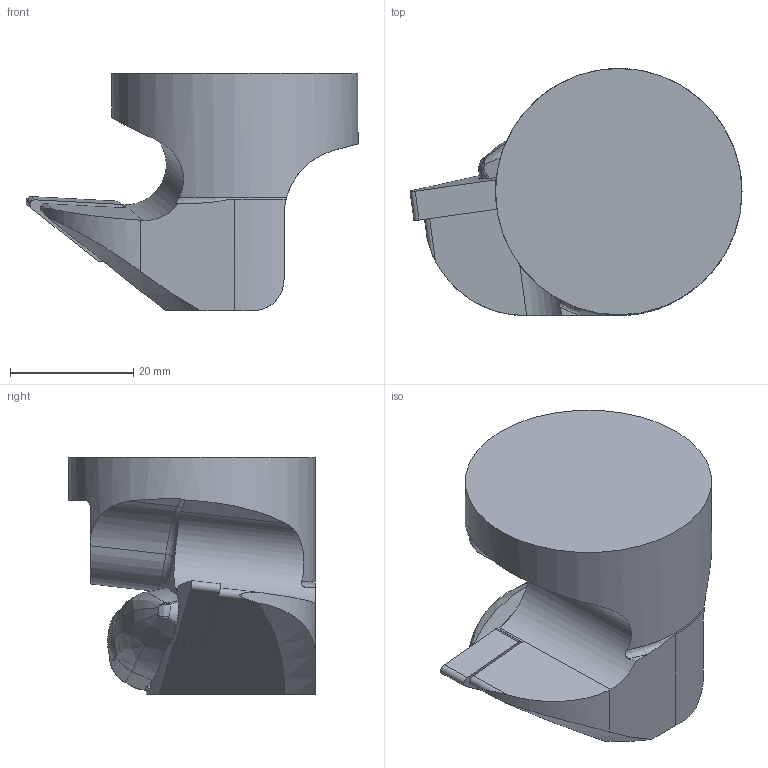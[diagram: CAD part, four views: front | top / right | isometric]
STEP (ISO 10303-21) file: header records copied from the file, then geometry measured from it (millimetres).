
FILE_DESCRIPTION(/* description */ (''),/* implementation_level */ '2;1');
FILE_NAME(/* name */ '1641988088227.stp',/* time_stamp */ '2022-01-12T17:18:32+06:00',/* author */ (''),/* organization */ ('SMS'),/* preprocessor_version */ 'ST-DEVELOPER v16.7',/* originating_system */ 'SIEMENS PLM Software NX 12.0',/* authorisation */ '');
FILE_SCHEMA (('AUTOMOTIVE_DESIGN { 1 0 10303 214 3 1 1 1 }'));
Length unit declared in the file: millimetre
Products named in the file (4): ASSEMBLY_CONSTRUCTION; IsoTurningInsert; 203910170mod000_00; 201675981mod000_01
Assembly tree (3 placements, depth 2):
  201675981mod000_01
    203910170mod000_00
    IsoTurningInsert
    ASSEMBLY_CONSTRUCTION
Bounding box: 53.87 x 40.05 x 38.5 mm (x, y, z)
Volume: 34295.7 mm3; surface area: 8569.9 mm2
Topology: 2 solids, 2 shells, 92 faces, 246 edges, 165 vertices
Faces by surface type: plane 38, cylinder 30, bspline 18, torus 4, cone 1, sphere 1
Full cylindrical faces by diameter (mm): 3.81 x2, 3.9 x1, 40 x1
Entity records: 3741 total; most frequent: CARTESIAN_POINT 1480, ORIENTED_EDGE 470, DIRECTION 394, EDGE_CURVE 235, VERTEX_POINT 154, AXIS2_PLACEMENT_3D 153, EDGE_LOOP 103, ADVANCED_FACE 92
